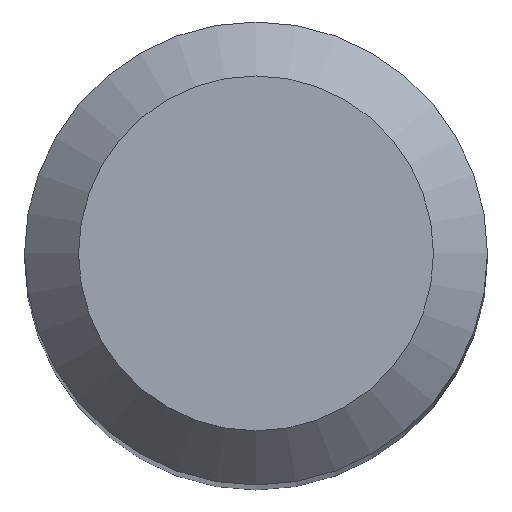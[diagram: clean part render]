
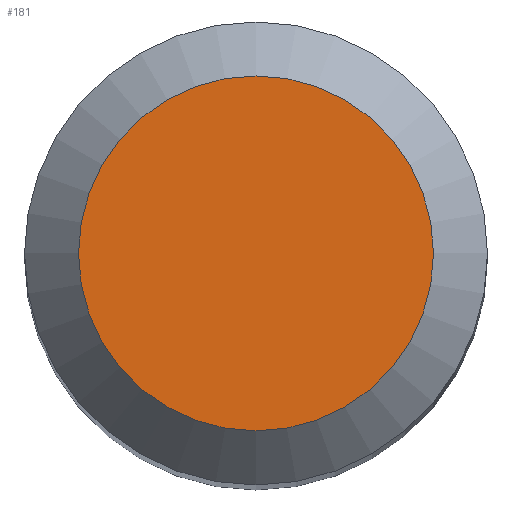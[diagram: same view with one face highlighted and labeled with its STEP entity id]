
A CAD part, top view. The second image highlights one B-rep face of the part: STEP entity #181.
In plain terms, the highlighted planar face has unit normal (0, 0, 1).
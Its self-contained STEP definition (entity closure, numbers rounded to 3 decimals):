
#53 = PLANE ( 'NONE',  #163 ) ;
#75 = DIRECTION ( 'NONE',  ( 0., 1., 0. ) ) ;
#141 = CARTESIAN_POINT ( 'NONE',  ( 0., 0., 66. ) ) ;
#156 = FACE_OUTER_BOUND ( 'NONE', #224, .T. ) ;
#157 = AXIS2_PLACEMENT_3D ( 'NONE', #251, #175, #75 ) ;
#163 = AXIS2_PLACEMENT_3D ( 'NONE', #141, #231, #216 ) ;
#175 = DIRECTION ( 'NONE',  ( 0., 0., -1. ) ) ;
#181 = ADVANCED_FACE ( 'NONE', ( #156 ), #53, .F. ) ;
#182 = VERTEX_POINT ( 'NONE', #259 ) ;
#216 = DIRECTION ( 'NONE',  ( 0., 1., 0. ) ) ;
#224 = EDGE_LOOP ( 'NONE', ( #227 ) ) ;
#227 = ORIENTED_EDGE ( 'NONE', *, *, #248, .F. ) ;
#231 = DIRECTION ( 'NONE',  ( 0., 0., -1. ) ) ;
#248 = EDGE_CURVE ( 'NONE', #182, #182, #263, .T. ) ;
#251 = CARTESIAN_POINT ( 'NONE',  ( 0., 0., 66. ) ) ;
#259 = CARTESIAN_POINT ( 'NONE',  ( 0., 2.3, 66. ) ) ;
#263 = CIRCLE ( 'NONE', #157, 2.3 ) ;
